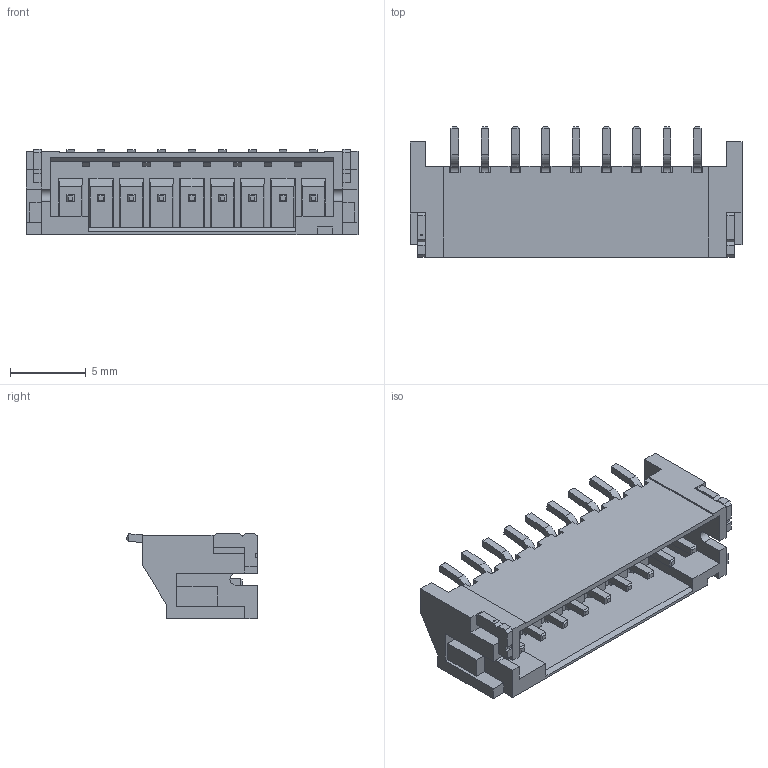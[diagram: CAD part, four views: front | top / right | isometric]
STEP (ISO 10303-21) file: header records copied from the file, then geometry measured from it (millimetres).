
FILE_DESCRIPTION (( 'STEP AP214' ), '1' );
FILE_NAME ('JST-S9B-PH-SM4-TB.STEP', '2020-12-29T19:06:46', ( '' ), ( '' ), 'SwSTEP 2.0', 'SolidWorks 2020', '' );
FILE_SCHEMA (( 'AUTOMOTIVE_DESIGN' ));
Length unit declared in the file: millimetre
Products named in the file (1): JST-S9B-PH-SM4-TB
Bounding box: 21.9 x 8.61 x 5.61 mm (x, y, z)
Volume: 377.3 mm3; surface area: 1017.9 mm2
Topology: 3 solids, 3 shells, 487 faces, 1232 edges, 766 vertices
Faces by surface type: plane 429, bspline 45, cylinder 13
Entity records: 20858 total; most frequent: CARTESIAN_POINT 3917, ORIENTED_EDGE 2464, DIRECTION 2198, EDGE_CURVE 1232, VECTOR 1152, LINE 1152, VERTEX_POINT 766, AXIS2_PLACEMENT_3D 523
